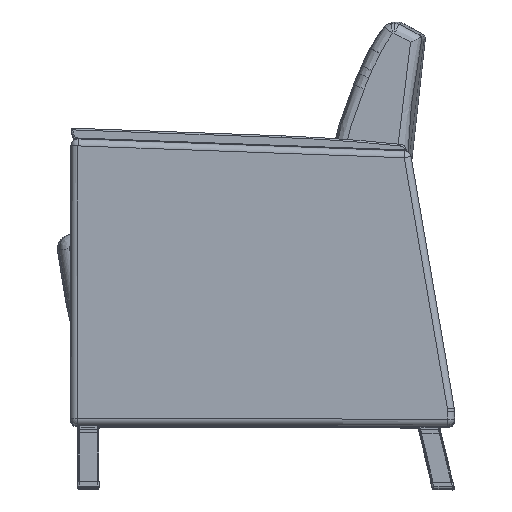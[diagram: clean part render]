
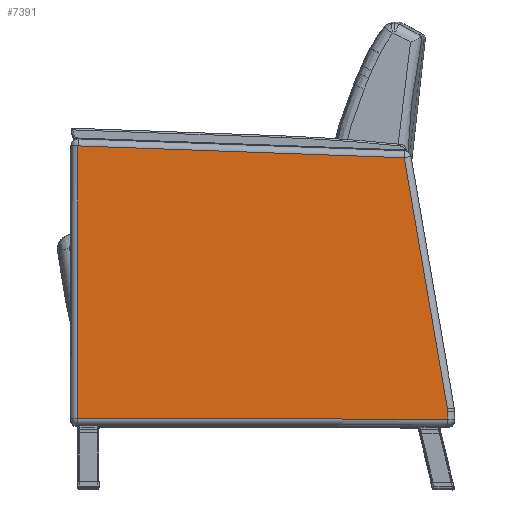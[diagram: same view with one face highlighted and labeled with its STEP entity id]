
A CAD part, top view. The second image highlights one B-rep face of the part: STEP entity #7391.
In plain terms, the highlighted face is planar.
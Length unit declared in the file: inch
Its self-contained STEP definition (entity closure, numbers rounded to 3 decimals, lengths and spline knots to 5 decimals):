
#345=PLANE('',#8246);
#739=LINE('',#18978,#1108);
#742=LINE('',#18985,#1111);
#748=LINE('',#19035,#1117);
#749=LINE('',#19068,#1118);
#754=LINE('',#19087,#1123);
#1108=VECTOR('',#9651,0.3937);
#1111=VECTOR('',#9658,0.3937);
#1117=VECTOR('',#9680,0.3937);
#1118=VECTOR('',#9689,0.3937);
#1123=VECTOR('',#9714,0.3937);
#1695=FACE_OUTER_BOUND('',#2178,.T.);
#2178=EDGE_LOOP('',(#6553,#6554,#6555,#6556,#6557,#6558));
#2447=CIRCLE('',#8224,2.76057);
#3453=VERTEX_POINT('',#18936);
#3459=VERTEX_POINT('',#18953);
#3466=VERTEX_POINT('',#18981);
#3476=VERTEX_POINT('',#19032);
#3477=VERTEX_POINT('',#19034);
#3479=VERTEX_POINT('',#19053);
#4480=EDGE_CURVE('',#3453,#3459,#739,.T.);
#4484=EDGE_CURVE('',#3459,#3466,#742,.T.);
#4496=EDGE_CURVE('',#3476,#3477,#748,.T.);
#4499=EDGE_CURVE('',#3477,#3479,#2447,.T.);
#4501=EDGE_CURVE('',#3479,#3453,#749,.T.);
#4512=EDGE_CURVE('',#3466,#3476,#754,.T.);
#6553=ORIENTED_EDGE('',*,*,#4496,.F.);
#6554=ORIENTED_EDGE('',*,*,#4512,.F.);
#6555=ORIENTED_EDGE('',*,*,#4484,.F.);
#6556=ORIENTED_EDGE('',*,*,#4480,.F.);
#6557=ORIENTED_EDGE('',*,*,#4501,.F.);
#6558=ORIENTED_EDGE('',*,*,#4499,.F.);
#7391=ADVANCED_FACE('',(#1695),#345,.F.);
#8224=AXIS2_PLACEMENT_3D('',#19054,#9685,#9686);
#8246=AXIS2_PLACEMENT_3D('',#19102,#9739,#9740);
#9651=DIRECTION('',(1.,0.,0.));
#9658=DIRECTION('',(0.,1.,0.));
#9680=DIRECTION('',(-0.171,-0.985,0.));
#9685=DIRECTION('center_axis',(0.,0.,1.));
#9686=DIRECTION('ref_axis',(-0.998,0.067,0.));
#9689=DIRECTION('',(0.,-1.,0.));
#9714=DIRECTION('',(-0.999,-0.034,0.));
#9739=DIRECTION('center_axis',(0.,0.,1.));
#9740=DIRECTION('ref_axis',(1.,0.,0.));
#18936=CARTESIAN_POINT('',(-12.80724,-9.46034,-1.5));
#18953=CARTESIAN_POINT('',(13.64695,-9.46034,-1.5));
#18978=CARTESIAN_POINT('',(-6.44369,-9.46034,-1.5));
#18981=CARTESIAN_POINT('',(13.64695,10.02647,-1.5));
#18985=CARTESIAN_POINT('',(13.64695,-4.83864,-1.5));
#19032=CARTESIAN_POINT('',(-9.67074,9.22367,-1.5));
#19034=CARTESIAN_POINT('',(-12.79597,-8.73029,-1.5));
#19035=CARTESIAN_POINT('',(-10.27762,5.73723,-1.5));
#19053=CARTESIAN_POINT('',(-12.80724,-8.90205,-1.5));
#19054=CARTESIAN_POINT('Origin',(-10.04831,-8.99696,-1.5));
#19068=CARTESIAN_POINT('',(-12.80724,-4.30537,-1.5));
#19087=CARTESIAN_POINT('',(6.8737,9.79327,-1.5));
#19102=CARTESIAN_POINT('Origin',(0.41985,0.28306,-1.5));
